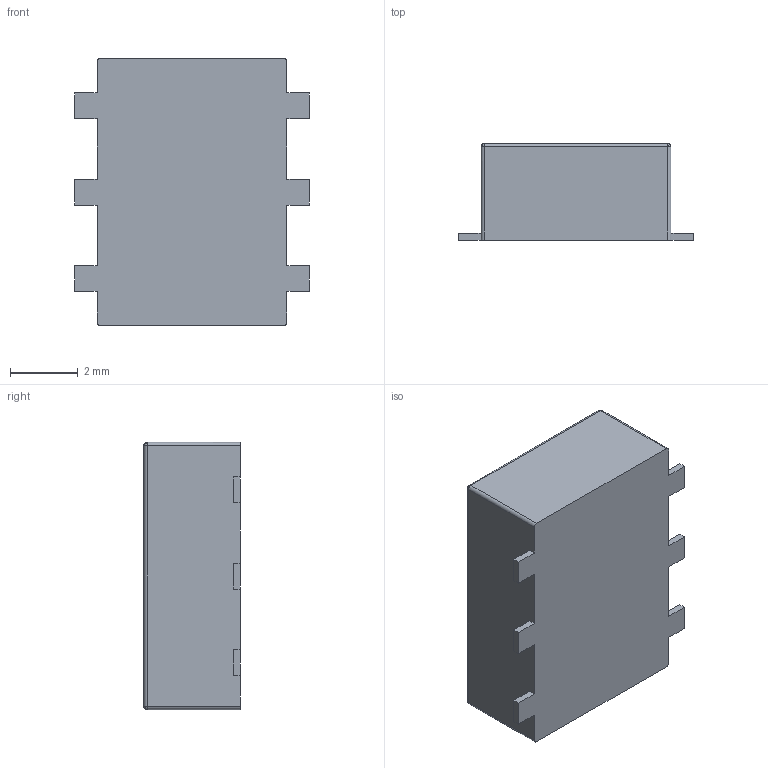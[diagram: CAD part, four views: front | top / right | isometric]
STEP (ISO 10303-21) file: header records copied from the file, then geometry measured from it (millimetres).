
FILE_DESCRIPTION (( 'STEP AP214' ), '1' );
FILE_NAME ('User Library-ADEX-10.STEP', '2021-05-12T20:44:31', ( '' ), ( '' ), 'SwSTEP 2.0', 'SolidWorks 2020', '' );
FILE_SCHEMA (( 'AUTOMOTIVE_DESIGN' ));
Length unit declared in the file: millimetre
Products named in the file (1): User Library-ADEX-10
Bounding box: 6.91 x 2.84 x 7.87 mm (x, y, z)
Volume: 125.4 mm3; surface area: 170.7 mm2
Topology: 1 solids, 1 shells, 152 faces, 417 edges, 270 vertices
Faces by surface type: plane 76, bspline 66, cylinder 10
Entity records: 5649 total; most frequent: CARTESIAN_POINT 1584, ORIENTED_EDGE 818, DIRECTION 503, EDGE_CURVE 409, VERTEX_POINT 270, LINE 257, VECTOR 257, EDGE_LOOP 163
